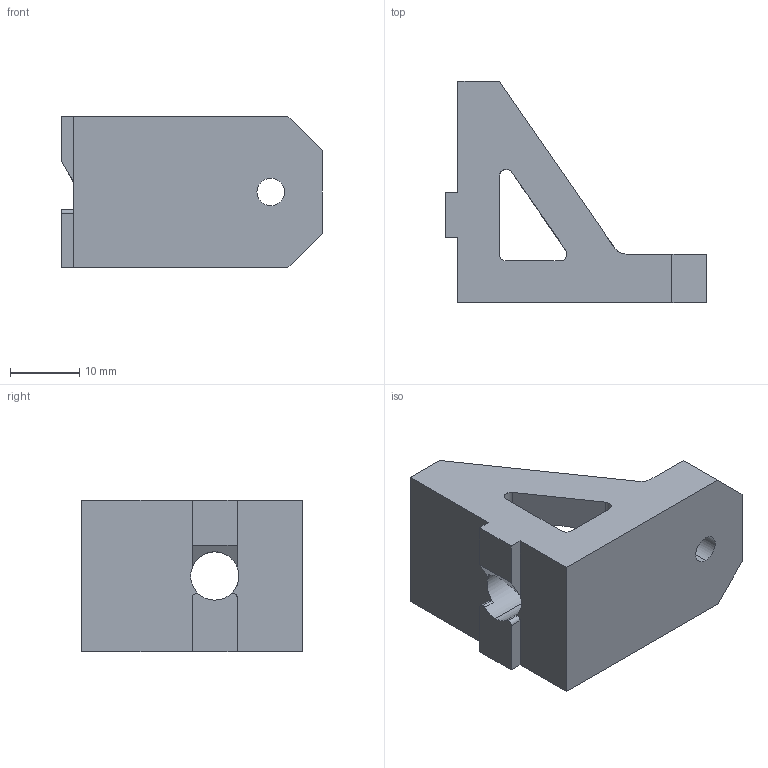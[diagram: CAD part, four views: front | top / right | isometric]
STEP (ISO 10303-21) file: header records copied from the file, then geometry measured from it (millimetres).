
FILE_DESCRIPTION (( 'STEP AP203' ), '1' );
FILE_NAME ('Heated Bed Insulator Bracket.STEP', '2015-04-25T22:05:10', ( '' ), ( '' ), 'SwSTEP 2.0', 'SolidWorks 2013', '' );
FILE_SCHEMA (( 'CONFIG_CONTROL_DESIGN' ));
Length unit declared in the file: millimetre
Products named in the file (1): Heated Bed Insulator Bracket
Bounding box: 37.8 x 32 x 22 mm (x, y, z)
Volume: 10541.9 mm3; surface area: 4856.1 mm2
Topology: 1 solids, 1 shells, 46 faces, 139 edges, 92 vertices
Faces by surface type: plane 28, cylinder 18
Entity records: 1696 total; most frequent: CARTESIAN_POINT 355, ORIENTED_EDGE 278, DIRECTION 251, EDGE_CURVE 139, VECTOR 95, LINE 95, VERTEX_POINT 92, AXIS2_PLACEMENT_3D 78
